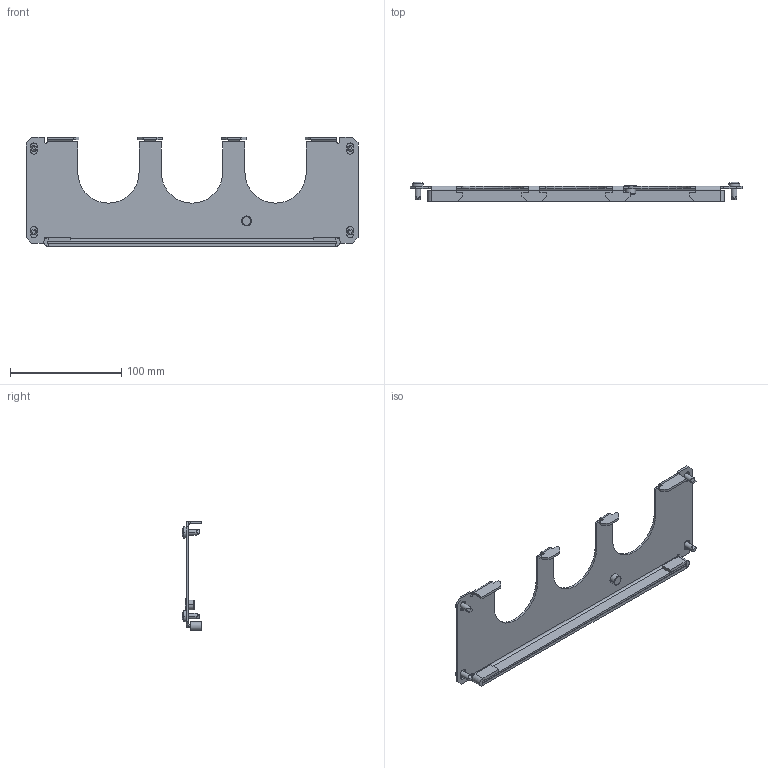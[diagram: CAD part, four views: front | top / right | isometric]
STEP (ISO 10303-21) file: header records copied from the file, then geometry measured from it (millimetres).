
FILE_DESCRIPTION (( 'STEP AP203' ), '1' );
FILE_NAME ('UR18000180406 Ïàíåëü êàáåëüíîãî ââîäà ñðåäíÿÿ 100ìì RS52 00.40 (000.801.505).STEP', '2022-04-15T11:35:16', ( '' ), ( '' ), 'SwSTEP 2.0', 'SolidWorks 2017', '' );
FILE_SCHEMA (( 'CONFIG_CONTROL_DESIGN' ));
Length unit declared in the file: millimetre
Products named in the file (6): ч蜱齁罻 ST-9; 003-488 Ïàíåëü êàáåëüíîãî ââîäà RS52_00 (00.40); Âèíò DIN 7500 C TORX_Œ5å12; Óïëîòíèòåëü 3õ10 ïàíåëåé îñíîâàíèÿ LC3 00.80_00 (00.40); 000.130.447 Ïàíåëü êàáåëüíîãî ââîäà RS52_00 (00.40); UR18000180406 Ïàíåëü êàáåëüíîãî ââîäà ñðåäíÿÿ 100ìì RS52 00.40 (000.801.505)
Assembly tree (8 placements, depth 3):
  UR18000180406 Ïàíåëü êàáåëüíîãî ââîäà ñðåäíÿÿ 100ìì RS52 00.40 (000.801.505)
    000.130.447 Ïàíåëü êàáåëüíîãî ââîäà RS52_00 (00.40)
      003-488 Ïàíåëü êàáåëüíîãî ââîäà RS52_00 (00.40)
      Óïëîòíèòåëü 3õ10 ïàíåëåé îñíîâàíèÿ LC3 00.80_00 (00.40)
      ч蜱齁罻 ST-9
    Âèíò DIN 7500 C TORX_Œ5å12  x4
Bounding box: 298 x 17.69 x 98 mm (x, y, z)
Volume: 56835.6 mm3; surface area: 58931.5 mm2
Topology: 7 solids, 7 shells, 324 faces, 862 edges, 558 vertices
Faces by surface type: plane 177, cylinder 113, cone 18, torus 8, sphere 8
Entity records: 6966 total; most frequent: CARTESIAN_POINT 1197, DIRECTION 1085, ORIENTED_EDGE 1052, EDGE_CURVE 526, AXIS2_PLACEMENT_3D 370, LINE 345, VECTOR 345, VERTEX_POINT 336
